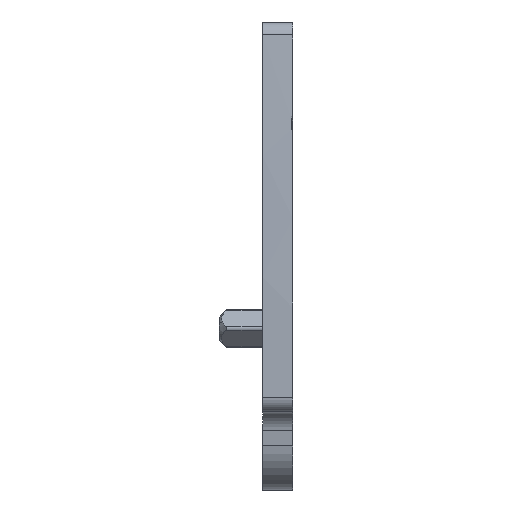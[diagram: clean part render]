
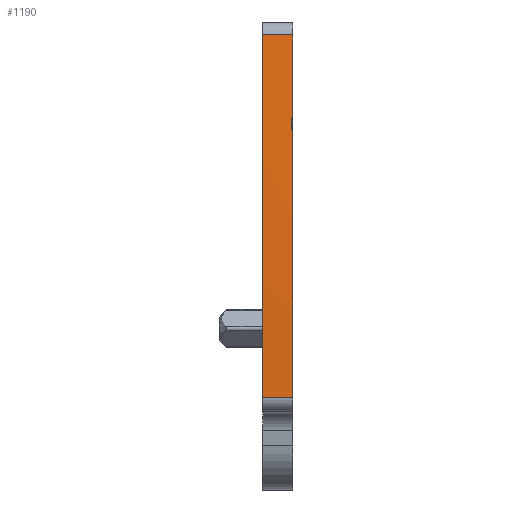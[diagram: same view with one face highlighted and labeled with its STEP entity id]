
A CAD part, front view. The second image highlights one B-rep face of the part: STEP entity #1190.
In plain terms, the highlighted cylindrical face has radius 198.503 mm (diameter 397.006 mm), a partial arc.
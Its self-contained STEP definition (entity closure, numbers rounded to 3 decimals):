
#229=AXIS2_PLACEMENT_3D('Circle Axis2P3D',#227,#228,$) ;
#349=AXIS2_PLACEMENT_3D('Circle Axis2P3D',#347,#348,$) ;
#660=AXIS2_PLACEMENT_3D('Circle Axis2P3D',#658,#659,$) ;
#1156=AXIS2_PLACEMENT_3D('Cylinder Axis2P3D',#1153,#1154,#1155) ;
#1177=AXIS2_PLACEMENT_3D('Circle Axis2P3D',#1175,#1176,$) ;
#224=CARTESIAN_POINT('Vertex',(5.,0.662,25.65)) ;
#227=CARTESIAN_POINT('Axis2P3D Location',(5.,198.503,9.451)) ;
#231=CARTESIAN_POINT('Vertex',(5.,0.606,24.95)) ;
#347=CARTESIAN_POINT('Axis2P3D Location',(5.1,198.503,9.451)) ;
#351=CARTESIAN_POINT('Vertex',(5.1,0.606,24.95)) ;
#353=CARTESIAN_POINT('Vertex',(5.1,0.024,6.385)) ;
#655=CARTESIAN_POINT('Vertex',(3.,0.024,6.385)) ;
#658=CARTESIAN_POINT('Axis2P3D Location',(3.,198.503,9.451)) ;
#662=CARTESIAN_POINT('Vertex',(3.,1.224,31.461)) ;
#1134=CARTESIAN_POINT('Line Origine',(4.05,1.224,31.461)) ;
#1138=CARTESIAN_POINT('Vertex',(5.1,1.224,31.461)) ;
#1153=CARTESIAN_POINT('Axis2P3D Location',(4.05,198.503,9.451)) ;
#1158=CARTESIAN_POINT('Line Origine',(4.05,0.024,6.385)) ;
#1163=CARTESIAN_POINT('Line Origine',(4.05,0.606,24.95)) ;
#1168=CARTESIAN_POINT('Line Origine',(4.05,0.662,25.65)) ;
#1172=CARTESIAN_POINT('Vertex',(5.1,0.662,25.65)) ;
#1175=CARTESIAN_POINT('Axis2P3D Location',(5.1,198.503,9.451)) ;
#228=DIRECTION('Axis2P3D Direction',(1.,0.,0.)) ;
#348=DIRECTION('Axis2P3D Direction',(1.,0.,0.)) ;
#659=DIRECTION('Axis2P3D Direction',(1.,0.,0.)) ;
#1135=DIRECTION('Vector Direction',(1.,0.,0.)) ;
#1154=DIRECTION('Axis2P3D Direction',(1.,0.,0.)) ;
#1155=DIRECTION('Axis2P3D XDirection',(0.,-0.994,0.111)) ;
#1159=DIRECTION('Vector Direction',(1.,0.,0.)) ;
#1164=DIRECTION('Vector Direction',(1.,0.,0.)) ;
#1169=DIRECTION('Vector Direction',(1.,0.,0.)) ;
#1176=DIRECTION('Axis2P3D Direction',(1.,0.,0.)) ;
#1136=VECTOR('Line Direction',#1135,1.) ;
#1160=VECTOR('Line Direction',#1159,1.) ;
#1165=VECTOR('Line Direction',#1164,1.) ;
#1170=VECTOR('Line Direction',#1169,1.) ;
#1181=ORIENTED_EDGE('',*,*,#664,.T.) ;
#1182=ORIENTED_EDGE('',*,*,#1162,.T.) ;
#1183=ORIENTED_EDGE('',*,*,#355,.F.) ;
#1184=ORIENTED_EDGE('',*,*,#1167,.T.) ;
#1185=ORIENTED_EDGE('',*,*,#233,.F.) ;
#1186=ORIENTED_EDGE('',*,*,#1174,.F.) ;
#1187=ORIENTED_EDGE('',*,*,#1179,.F.) ;
#1188=ORIENTED_EDGE('',*,*,#1140,.F.) ;
#1190=ADVANCED_FACE('Brep With Voids',(#1189),#1157,.T.) ;
#230=CIRCLE('generated circle',#229,198.503) ;
#350=CIRCLE('generated circle',#349,198.503) ;
#661=CIRCLE('generated circle',#660,198.503) ;
#1178=CIRCLE('generated circle',#1177,198.503) ;
#1157=CYLINDRICAL_SURFACE('generated cylinder',#1156,198.503) ;
#233=EDGE_CURVE('',#225,#232,#230,.T.) ;
#355=EDGE_CURVE('',#352,#354,#350,.T.) ;
#664=EDGE_CURVE('',#663,#656,#661,.T.) ;
#1140=EDGE_CURVE('',#663,#1139,#1137,.T.) ;
#1162=EDGE_CURVE('',#656,#354,#1161,.T.) ;
#1167=EDGE_CURVE('',#352,#232,#1166,.F.) ;
#1174=EDGE_CURVE('',#1173,#225,#1171,.F.) ;
#1179=EDGE_CURVE('',#1139,#1173,#1178,.T.) ;
#1180=EDGE_LOOP('',(#1181,#1182,#1183,#1184,#1185,#1186,#1187,#1188)) ;
#1189=FACE_OUTER_BOUND('',#1180,.T.) ;
#1137=LINE('Line',#1134,#1136) ;
#1161=LINE('Line',#1158,#1160) ;
#1166=LINE('Line',#1163,#1165) ;
#1171=LINE('Line',#1168,#1170) ;
#225=VERTEX_POINT('',#224) ;
#232=VERTEX_POINT('',#231) ;
#352=VERTEX_POINT('',#351) ;
#354=VERTEX_POINT('',#353) ;
#656=VERTEX_POINT('',#655) ;
#663=VERTEX_POINT('',#662) ;
#1139=VERTEX_POINT('',#1138) ;
#1173=VERTEX_POINT('',#1172) ;
